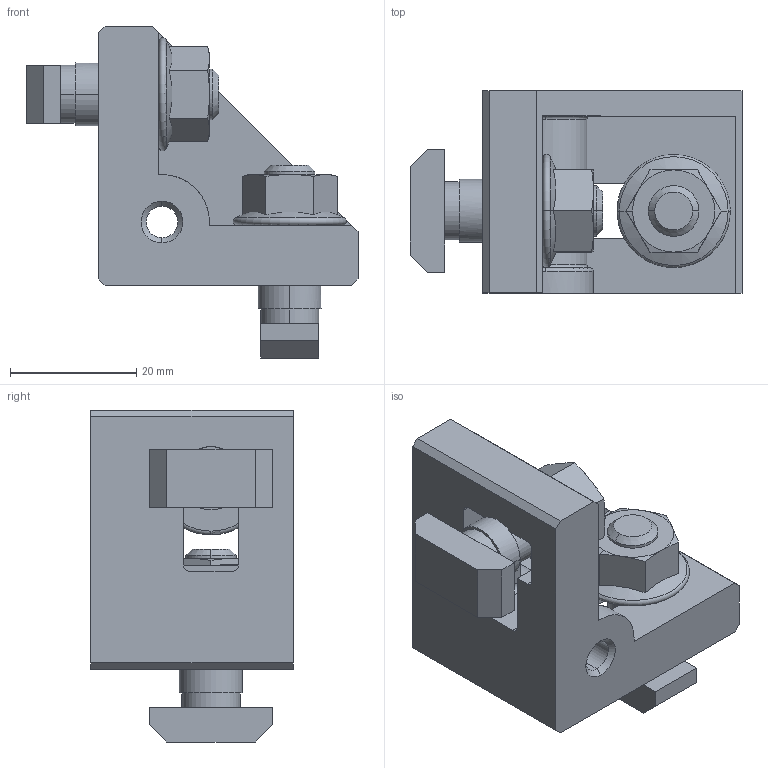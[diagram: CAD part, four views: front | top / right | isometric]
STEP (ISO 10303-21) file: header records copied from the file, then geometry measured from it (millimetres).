
FILE_DESCRIPTION (( 'STEP AP203' ), '1' );
FILE_NAME ('3_842_536_672_Bosch.step', '2024-06-04T13:02:46', ( '' ), ( '' ), 'SwSTEP 2.0', 'SolidWorks 2014', '' );
FILE_SCHEMA (( 'CONFIG_CONTROL_DESIGN' ));
Length unit declared in the file: millimetre
Products named in the file (1): 3_842_536_672_Bosch
Bounding box: 52.5 x 32 x 52.5 mm (x, y, z)
Volume: 26688.2 mm3; surface area: 11551.5 mm2
Topology: 1 solids, 1 shells, 139 faces, 358 edges, 223 vertices
Faces by surface type: plane 71, cylinder 32, cone 26, torus 10
Entity records: 4351 total; most frequent: CARTESIAN_POINT 895, DIRECTION 720, ORIENTED_EDGE 716, EDGE_CURVE 358, AXIS2_PLACEMENT_3D 264, VERTEX_POINT 223, LINE 192, VECTOR 192
